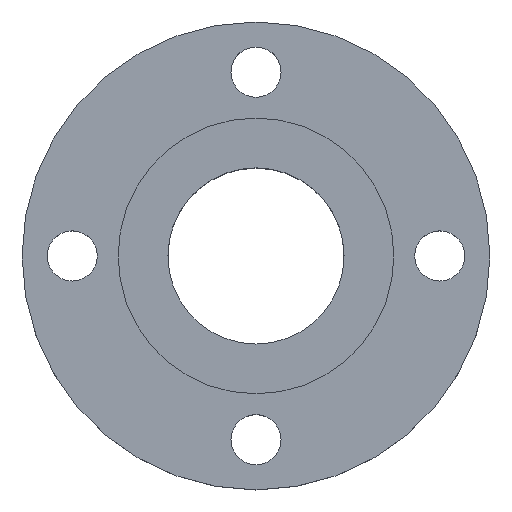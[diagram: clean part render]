
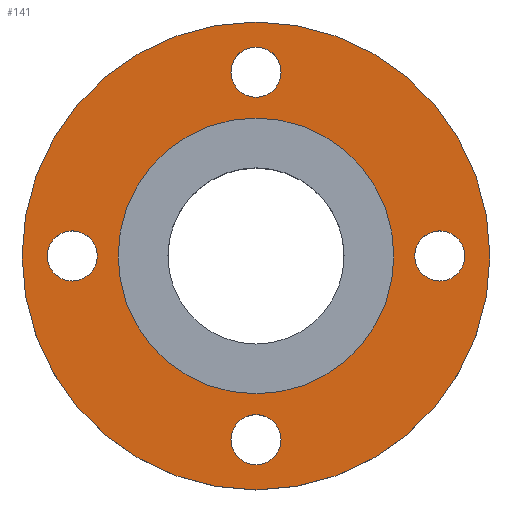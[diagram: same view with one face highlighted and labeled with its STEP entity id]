
A CAD part, top view. The second image highlights one B-rep face of the part: STEP entity #141.
In plain terms, the highlighted planar face has unit normal (0, 0, 1).
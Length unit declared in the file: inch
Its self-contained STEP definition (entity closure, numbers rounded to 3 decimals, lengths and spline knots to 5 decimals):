
#1 = DIRECTION ( 'NONE',  ( 0., 0., 1. ) ) ;
#3 = ORIENTED_EDGE ( 'NONE', *, *, #462, .F. ) ;
#9 = AXIS2_PLACEMENT_3D ( 'NONE', #375, #640, #566 ) ;
#10 = CARTESIAN_POINT ( 'NONE',  ( 0.375, -2.75, -0.0625 ) ) ;
#18 = DIRECTION ( 'NONE',  ( 0., 0., 1. ) ) ;
#24 = FACE_BOUND ( 'NONE', #646, .T. ) ;
#25 = EDGE_LOOP ( 'NONE', ( #619, #68 ) ) ;
#26 = AXIS2_PLACEMENT_3D ( 'NONE', #509, #62, #581 ) ;
#37 = ORIENTED_EDGE ( 'NONE', *, *, #467, .F. ) ;
#49 = FACE_OUTER_BOUND ( 'NONE', #760, .T. ) ;
#52 = CIRCLE ( 'NONE', #97, 3.5 ) ;
#58 = CARTESIAN_POINT ( 'NONE',  ( 0., 0., -0.0625 ) ) ;
#62 = DIRECTION ( 'NONE',  ( 0., 0., 1. ) ) ;
#64 = VERTEX_POINT ( 'NONE', #663 ) ;
#65 = CARTESIAN_POINT ( 'NONE',  ( -0.375, -2.75, -0.0625 ) ) ;
#66 = CIRCLE ( 'NONE', #709, 0.375 ) ;
#68 = ORIENTED_EDGE ( 'NONE', *, *, #252, .F. ) ;
#73 = CARTESIAN_POINT ( 'NONE',  ( 0., 2.75, -0.0625 ) ) ;
#78 = DIRECTION ( 'NONE',  ( 0., 1., 0. ) ) ;
#79 = AXIS2_PLACEMENT_3D ( 'NONE', #152, #1, #589 ) ;
#81 = CIRCLE ( 'NONE', #433, 0.375 ) ;
#84 = DIRECTION ( 'NONE',  ( 0., 1., 0. ) ) ;
#87 = VERTEX_POINT ( 'NONE', #805 ) ;
#94 = DIRECTION ( 'NONE',  ( 0., -1., 0. ) ) ;
#97 = AXIS2_PLACEMENT_3D ( 'NONE', #58, #708, #856 ) ;
#102 = EDGE_CURVE ( 'NONE', #495, #806, #695, .T. ) ;
#103 = CARTESIAN_POINT ( 'NONE',  ( 2.375, 0., -0.0625 ) ) ;
#108 = ORIENTED_EDGE ( 'NONE', *, *, #791, .F. ) ;
#110 = AXIS2_PLACEMENT_3D ( 'NONE', #373, #499, #757 ) ;
#115 = EDGE_CURVE ( 'NONE', #420, #64, #514, .T. ) ;
#125 = CIRCLE ( 'NONE', #9, 2.0625 ) ;
#127 = VERTEX_POINT ( 'NONE', #10 ) ;
#132 = DIRECTION ( 'NONE',  ( 0., 0., 1. ) ) ;
#141 = ADVANCED_FACE ( 'NONE', ( #261, #228, #24, #274, #636, #49 ), #309, .F. ) ;
#148 = CARTESIAN_POINT ( 'NONE',  ( 3.5, 0., -0.0625 ) ) ;
#150 = VERTEX_POINT ( 'NONE', #569 ) ;
#152 = CARTESIAN_POINT ( 'NONE',  ( 0., 0., -0.0625 ) ) ;
#163 = CIRCLE ( 'NONE', #26, 2.0625 ) ;
#170 = EDGE_LOOP ( 'NONE', ( #473, #108 ) ) ;
#187 = CIRCLE ( 'NONE', #504, 0.375 ) ;
#196 = EDGE_LOOP ( 'NONE', ( #327, #37 ) ) ;
#204 = CARTESIAN_POINT ( 'NONE',  ( 0., -2.75, -0.0625 ) ) ;
#210 = CARTESIAN_POINT ( 'NONE',  ( -3.5, 0., -0.0625 ) ) ;
#218 = CIRCLE ( 'NONE', #337, 0.375 ) ;
#220 = VERTEX_POINT ( 'NONE', #65 ) ;
#228 = FACE_BOUND ( 'NONE', #196, .T. ) ;
#232 = DIRECTION ( 'NONE',  ( -1., 0., 0. ) ) ;
#236 = DIRECTION ( 'NONE',  ( 0., 0., 1. ) ) ;
#240 = AXIS2_PLACEMENT_3D ( 'NONE', #204, #18, #78 ) ;
#252 = EDGE_CURVE ( 'NONE', #388, #87, #163, .T. ) ;
#261 = FACE_BOUND ( 'NONE', #448, .T. ) ;
#272 = DIRECTION ( 'NONE',  ( 0., 0., 1. ) ) ;
#274 = FACE_BOUND ( 'NONE', #170, .T. ) ;
#276 = DIRECTION ( 'NONE',  ( 0., 0., 1. ) ) ;
#283 = AXIS2_PLACEMENT_3D ( 'NONE', #739, #699, #232 ) ;
#303 = ORIENTED_EDGE ( 'NONE', *, *, #378, .F. ) ;
#304 = EDGE_CURVE ( 'NONE', #806, #495, #52, .T. ) ;
#306 = CARTESIAN_POINT ( 'NONE',  ( -3.125, 0., -0.0625 ) ) ;
#309 = PLANE ( 'NONE',  #110 ) ;
#327 = ORIENTED_EDGE ( 'NONE', *, *, #507, .F. ) ;
#334 = CARTESIAN_POINT ( 'NONE',  ( 2.75, 0., -0.0625 ) ) ;
#337 = AXIS2_PLACEMENT_3D ( 'NONE', #741, #471, #545 ) ;
#339 = DIRECTION ( 'NONE',  ( -1., 0., 0. ) ) ;
#344 = CARTESIAN_POINT ( 'NONE',  ( -2.375, 0., -0.0625 ) ) ;
#351 = CIRCLE ( 'NONE', #283, 0.375 ) ;
#370 = AXIS2_PLACEMENT_3D ( 'NONE', #678, #272, #84 ) ;
#372 = DIRECTION ( 'NONE',  ( 1., 0., 0. ) ) ;
#373 = CARTESIAN_POINT ( 'NONE',  ( 0., 2.0625, -0.0625 ) ) ;
#375 = CARTESIAN_POINT ( 'NONE',  ( 0., 0., -0.0625 ) ) ;
#378 = EDGE_CURVE ( 'NONE', #127, #220, #735, .T. ) ;
#388 = VERTEX_POINT ( 'NONE', #816 ) ;
#407 = VERTEX_POINT ( 'NONE', #344 ) ;
#420 = VERTEX_POINT ( 'NONE', #819 ) ;
#432 = CIRCLE ( 'NONE', #370, 0.375 ) ;
#433 = AXIS2_PLACEMENT_3D ( 'NONE', #560, #236, #372 ) ;
#448 = EDGE_LOOP ( 'NONE', ( #818, #561 ) ) ;
#462 = EDGE_CURVE ( 'NONE', #220, #127, #432, .T. ) ;
#467 = EDGE_CURVE ( 'NONE', #535, #150, #66, .T. ) ;
#470 = DIRECTION ( 'NONE',  ( 0., 0., 1. ) ) ;
#471 = DIRECTION ( 'NONE',  ( 0., 0., 1. ) ) ;
#473 = ORIENTED_EDGE ( 'NONE', *, *, #648, .F. ) ;
#474 = CARTESIAN_POINT ( 'NONE',  ( 0., 2.75, -0.0625 ) ) ;
#492 = ORIENTED_EDGE ( 'NONE', *, *, #304, .T. ) ;
#495 = VERTEX_POINT ( 'NONE', #148 ) ;
#499 = DIRECTION ( 'NONE',  ( 0., 0., -1. ) ) ;
#504 = AXIS2_PLACEMENT_3D ( 'NONE', #73, #276, #94 ) ;
#507 = EDGE_CURVE ( 'NONE', #150, #535, #351, .T. ) ;
#509 = CARTESIAN_POINT ( 'NONE',  ( 0., 0., -0.0625 ) ) ;
#514 = CIRCLE ( 'NONE', #733, 0.375 ) ;
#519 = DIRECTION ( 'NONE',  ( 0., -1., 0. ) ) ;
#535 = VERTEX_POINT ( 'NONE', #103 ) ;
#545 = DIRECTION ( 'NONE',  ( 1., 0., 0. ) ) ;
#560 = CARTESIAN_POINT ( 'NONE',  ( -2.75, 0., -0.0625 ) ) ;
#561 = ORIENTED_EDGE ( 'NONE', *, *, #115, .F. ) ;
#566 = DIRECTION ( 'NONE',  ( 1., 0., 0. ) ) ;
#569 = CARTESIAN_POINT ( 'NONE',  ( 3.125, 0., -0.0625 ) ) ;
#581 = DIRECTION ( 'NONE',  ( 1., 0., 0. ) ) ;
#589 = DIRECTION ( 'NONE',  ( 1., 0., 0. ) ) ;
#619 = ORIENTED_EDGE ( 'NONE', *, *, #704, .F. ) ;
#636 = FACE_BOUND ( 'NONE', #25, .T. ) ;
#640 = DIRECTION ( 'NONE',  ( 0., 0., 1. ) ) ;
#646 = EDGE_LOOP ( 'NONE', ( #303, #3 ) ) ;
#648 = EDGE_CURVE ( 'NONE', #407, #680, #81, .T. ) ;
#663 = CARTESIAN_POINT ( 'NONE',  ( 0.375, 2.75, -0.0625 ) ) ;
#678 = CARTESIAN_POINT ( 'NONE',  ( 0., -2.75, -0.0625 ) ) ;
#680 = VERTEX_POINT ( 'NONE', #306 ) ;
#695 = CIRCLE ( 'NONE', #79, 3.5 ) ;
#699 = DIRECTION ( 'NONE',  ( 0., 0., 1. ) ) ;
#704 = EDGE_CURVE ( 'NONE', #87, #388, #125, .T. ) ;
#708 = DIRECTION ( 'NONE',  ( 0., 0., 1. ) ) ;
#709 = AXIS2_PLACEMENT_3D ( 'NONE', #334, #470, #339 ) ;
#725 = ORIENTED_EDGE ( 'NONE', *, *, #102, .T. ) ;
#733 = AXIS2_PLACEMENT_3D ( 'NONE', #474, #132, #519 ) ;
#735 = CIRCLE ( 'NONE', #240, 0.375 ) ;
#739 = CARTESIAN_POINT ( 'NONE',  ( 2.75, 0., -0.0625 ) ) ;
#741 = CARTESIAN_POINT ( 'NONE',  ( -2.75, 0., -0.0625 ) ) ;
#757 = DIRECTION ( 'NONE',  ( -1., 0., 0. ) ) ;
#760 = EDGE_LOOP ( 'NONE', ( #725, #492 ) ) ;
#791 = EDGE_CURVE ( 'NONE', #680, #407, #218, .T. ) ;
#805 = CARTESIAN_POINT ( 'NONE',  ( 2.0625, 0., -0.0625 ) ) ;
#806 = VERTEX_POINT ( 'NONE', #210 ) ;
#815 = EDGE_CURVE ( 'NONE', #64, #420, #187, .T. ) ;
#816 = CARTESIAN_POINT ( 'NONE',  ( -2.0625, 0., -0.0625 ) ) ;
#818 = ORIENTED_EDGE ( 'NONE', *, *, #815, .F. ) ;
#819 = CARTESIAN_POINT ( 'NONE',  ( -0.375, 2.75, -0.0625 ) ) ;
#856 = DIRECTION ( 'NONE',  ( 1., 0., 0. ) ) ;
